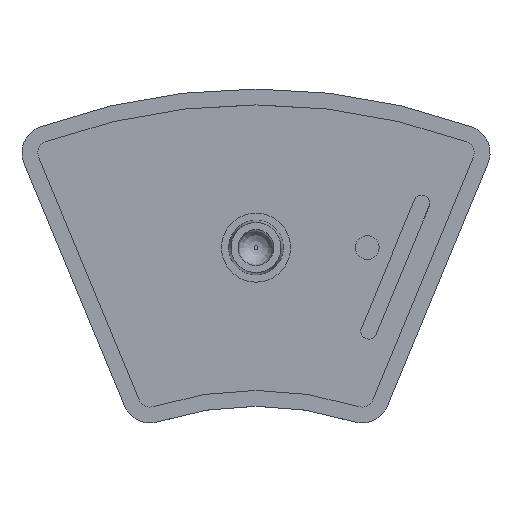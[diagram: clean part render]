
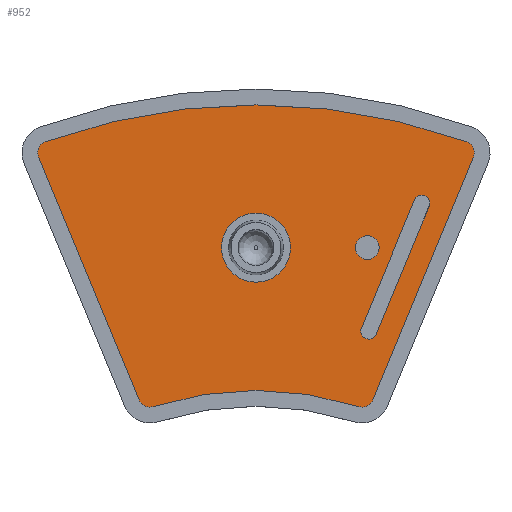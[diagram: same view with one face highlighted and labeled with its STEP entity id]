
A CAD part, top view. The second image highlights one B-rep face of the part: STEP entity #952.
In plain terms, the highlighted planar face has unit normal (0, 0, 1).
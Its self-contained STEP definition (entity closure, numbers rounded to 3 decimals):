
#585=CARTESIAN_POINT('',(15.136,-10.916,-2.0));
#586=VERTEX_POINT('',#585);
#593=CARTESIAN_POINT('',(21.833,5.251,-2.0));
#594=VERTEX_POINT('',#593);
#595=CARTESIAN_POINT('',(21.833,5.251,-2.0));
#596=DIRECTION('',(-0.383,-0.924,0.0));
#597=VECTOR('',#596,17.5);
#598=LINE('',#595,#597);
#599=EDGE_CURVE('',#594,#586,#598,.T.);
#625=CARTESIAN_POINT('',(19.985,6.017,-2.0));
#626=VERTEX_POINT('',#625);
#633=CARTESIAN_POINT('',(13.288,-10.151,-2.0));
#634=VERTEX_POINT('',#633);
#635=CARTESIAN_POINT('',(13.288,-10.151,-2.0));
#636=DIRECTION('',(0.383,0.924,0.0));
#637=VECTOR('',#636,17.5);
#638=LINE('',#635,#637);
#639=EDGE_CURVE('',#634,#626,#638,.T.);
#656=CARTESIAN_POINT('',(20.909,5.634,-2.0));
#657=DIRECTION('',(0.0,0.0,-1.0));
#658=DIRECTION('',(-1.0,0.0,0.0));
#659=AXIS2_PLACEMENT_3D('',#656,#657,#658);
#660=CIRCLE('',#659,1.0);
#661=EDGE_CURVE('',#626,#594,#660,.T.);
#700=CARTESIAN_POINT('',(14.212,-10.534,-2.0));
#701=DIRECTION('',(0.0,0.0,-1.0));
#702=DIRECTION('',(-1.0,0.0,0.0));
#703=AXIS2_PLACEMENT_3D('',#700,#701,#702);
#704=CIRCLE('',#703,1.);
#705=EDGE_CURVE('',#586,#634,#704,.T.);
#715=CARTESIAN_POINT('',(-14.745,-19.176,-2.0));
#716=VERTEX_POINT('',#715);
#717=CARTESIAN_POINT('',(-12.899,-20.03,-2.0));
#718=VERTEX_POINT('',#717);
#719=CARTESIAN_POINT('',(-13.359,-18.602,-2.0));
#720=DIRECTION('',(0.0,0.0,1.0));
#721=DIRECTION('',(-0.42,-0.908,0.0));
#722=AXIS2_PLACEMENT_3D('',#719,#720,#721);
#723=CIRCLE('',#722,1.5);
#724=EDGE_CURVE('',#716,#718,#723,.T.);
#758=CARTESIAN_POINT('',(-27.397,11.368,-2.0));
#759=VERTEX_POINT('',#758);
#760=CARTESIAN_POINT('',(-27.397,11.368,-2.0));
#761=DIRECTION('',(0.383,-0.924,0.0));
#762=VECTOR('',#761,33.061);
#763=LINE('',#760,#762);
#764=EDGE_CURVE('',#759,#716,#763,.T.);
#788=CARTESIAN_POINT('',(27.397,11.368,-2.0));
#789=VERTEX_POINT('',#788);
#790=CARTESIAN_POINT('',(26.521,13.353,-2.0));
#791=VERTEX_POINT('',#790);
#792=CARTESIAN_POINT('',(26.011,11.942,-2.0));
#793=DIRECTION('',(0.0,0.0,1.0));
#794=DIRECTION('',(0.915,0.404,0.0));
#795=AXIS2_PLACEMENT_3D('',#792,#793,#794);
#796=CIRCLE('',#795,1.5);
#797=EDGE_CURVE('',#789,#791,#796,.T.);
#831=CARTESIAN_POINT('',(14.745,-19.176,-2.0));
#832=VERTEX_POINT('',#831);
#833=CARTESIAN_POINT('',(14.745,-19.176,-2.0));
#834=DIRECTION('',(0.383,0.924,0.0));
#835=VECTOR('',#834,33.061);
#836=LINE('',#833,#835);
#837=EDGE_CURVE('',#832,#789,#836,.T.);
#861=CARTESIAN_POINT('',(12.899,-20.03,-2.0));
#862=VERTEX_POINT('',#861);
#863=CARTESIAN_POINT('',(13.359,-18.602,-2.0));
#864=DIRECTION('',(0.0,0.0,1.0));
#865=DIRECTION('',(0.42,-0.908,0.0));
#866=AXIS2_PLACEMENT_3D('',#863,#864,#865);
#867=CIRCLE('',#866,1.5);
#868=EDGE_CURVE('',#862,#832,#867,.T.);
#889=CARTESIAN_POINT('',(0.,0.533,-2.0));
#890=DIRECTION('',(0.0,0.0,1.0));
#891=DIRECTION('',(1.0,0.0,0.0));
#892=AXIS2_PLACEMENT_3D('',#889,#890,#891);
#893=PLANE('',#892);
#894=ORIENTED_EDGE('',*,*,#724,.T.);
#895=CARTESIAN_POINT('',(0.0,-60.0,-2.0));
#896=DIRECTION('',(0.0,0.0,-1.0));
#897=DIRECTION('',(-0.338,-0.941,0.0));
#898=AXIS2_PLACEMENT_3D('',#895,#896,#897);
#899=CIRCLE('',#898,42.);
#900=EDGE_CURVE('',#718,#862,#899,.T.);
#901=ORIENTED_EDGE('',*,*,#900,.T.);
#902=ORIENTED_EDGE('',*,*,#868,.T.);
#903=ORIENTED_EDGE('',*,*,#837,.T.);
#904=ORIENTED_EDGE('',*,*,#797,.T.);
#905=CARTESIAN_POINT('',(-26.521,13.353,-2.0));
#906=VERTEX_POINT('',#905);
#907=CARTESIAN_POINT('',(0.0,-60.0,-2.0));
#908=DIRECTION('',(0.0,0.0,1.0));
#909=DIRECTION('',(0.359,0.933,0.0));
#910=AXIS2_PLACEMENT_3D('',#907,#908,#909);
#911=CIRCLE('',#910,78.);
#912=EDGE_CURVE('',#791,#906,#911,.T.);
#913=ORIENTED_EDGE('',*,*,#912,.T.);
#914=CARTESIAN_POINT('',(-26.011,11.942,-2.0));
#915=DIRECTION('',(0.0,0.0,1.0));
#916=DIRECTION('',(-0.915,0.404,0.0));
#917=AXIS2_PLACEMENT_3D('',#914,#915,#916);
#918=CIRCLE('',#917,1.5);
#919=EDGE_CURVE('',#906,#759,#918,.T.);
#920=ORIENTED_EDGE('',*,*,#919,.T.);
#921=ORIENTED_EDGE('',*,*,#764,.T.);
#922=EDGE_LOOP('',(#894,#901,#902,#903,#904,#913,#920,#921));
#923=FACE_OUTER_BOUND('',#922,.T.);
#924=ORIENTED_EDGE('',*,*,#639,.T.);
#925=ORIENTED_EDGE('',*,*,#661,.T.);
#926=ORIENTED_EDGE('',*,*,#599,.T.);
#927=ORIENTED_EDGE('',*,*,#705,.T.);
#928=EDGE_LOOP('',(#924,#925,#926,#927));
#929=FACE_BOUND('',#928,.T.);
#930=CARTESIAN_POINT('',(4.35,0.0,-2.));
#931=VERTEX_POINT('',#930);
#932=CARTESIAN_POINT('',(0.0,0.0,-2.0));
#933=DIRECTION('',(0.0,0.0,-1.0));
#934=DIRECTION('',(1.0,0.0,0.0));
#935=AXIS2_PLACEMENT_3D('',#932,#933,#934);
#936=CIRCLE('',#935,4.35);
#937=EDGE_CURVE('',#931,#931,#936,.T.);
#938=ORIENTED_EDGE('',*,*,#937,.T.);
#939=EDGE_LOOP('',(#938));
#940=FACE_BOUND('',#939,.T.);
#941=CARTESIAN_POINT('',(15.529,0.,-2.0));
#942=VERTEX_POINT('',#941);
#943=CARTESIAN_POINT('',(14.029,0.0,-2.0));
#944=DIRECTION('',(0.0,0.0,-1.0));
#945=DIRECTION('',(-1.0,0.0,0.0));
#946=AXIS2_PLACEMENT_3D('',#943,#944,#945);
#947=CIRCLE('',#946,1.5);
#948=EDGE_CURVE('',#942,#942,#947,.T.);
#949=ORIENTED_EDGE('',*,*,#948,.T.);
#950=EDGE_LOOP('',(#949));
#951=FACE_BOUND('',#950,.T.);
#952=ADVANCED_FACE('',(#923,#929,#940,#951),#893,.T.);
